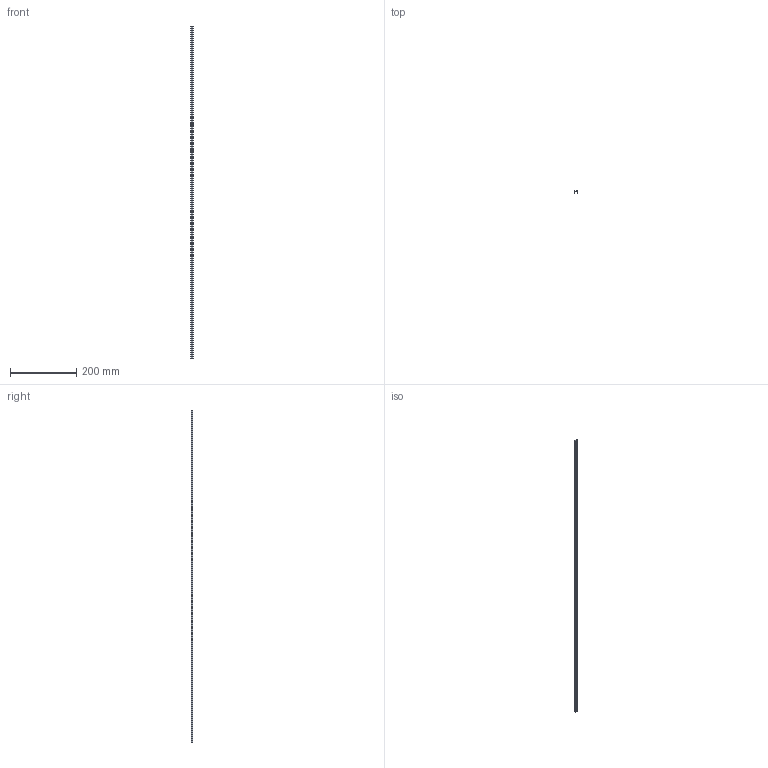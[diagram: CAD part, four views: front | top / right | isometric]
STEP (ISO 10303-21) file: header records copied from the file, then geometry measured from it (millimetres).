
FILE_DESCRIPTION (( 'STEP AP203' ), '1' );
FILE_NAME ('Z75 Çàãëóøêà äëÿ ïàçà 8 ìì, (ñèíÿÿ).step', '2026-02-11T07:34:40', ( '' ), ( '' ), 'SwSTEP 2.0', 'SolidWorks 2026', '' );
FILE_SCHEMA (( 'CONFIG_CONTROL_DESIGN' ));
Length unit declared in the file: millimetre
Products named in the file (2): Z75 Заглушка для паза 8 мм, (синяя); Z75 Заглушка для паза 8 мм, (синяя)_00
Assembly tree (1 placements, depth 2):
  Z75 Заглушка для паза 8 мм, (синяя)
    Z75 Заглушка для паза 8 мм, (синяя)_00
Bounding box: 8.99 x 5.8 x 1000 mm (x, y, z)
Volume: 18302.6 mm3; surface area: 37303.9 mm2
Topology: 1 solids, 1 shells, 30 faces, 84 edges, 56 vertices
Faces by surface type: cylinder 16, plane 14
Entity records: 1176 total; most frequent: DIRECTION 184, CARTESIAN_POINT 174, ORIENTED_EDGE 168, EDGE_CURVE 84, AXIS2_PLACEMENT_3D 66, VERTEX_POINT 56, VECTOR 52, LINE 52
